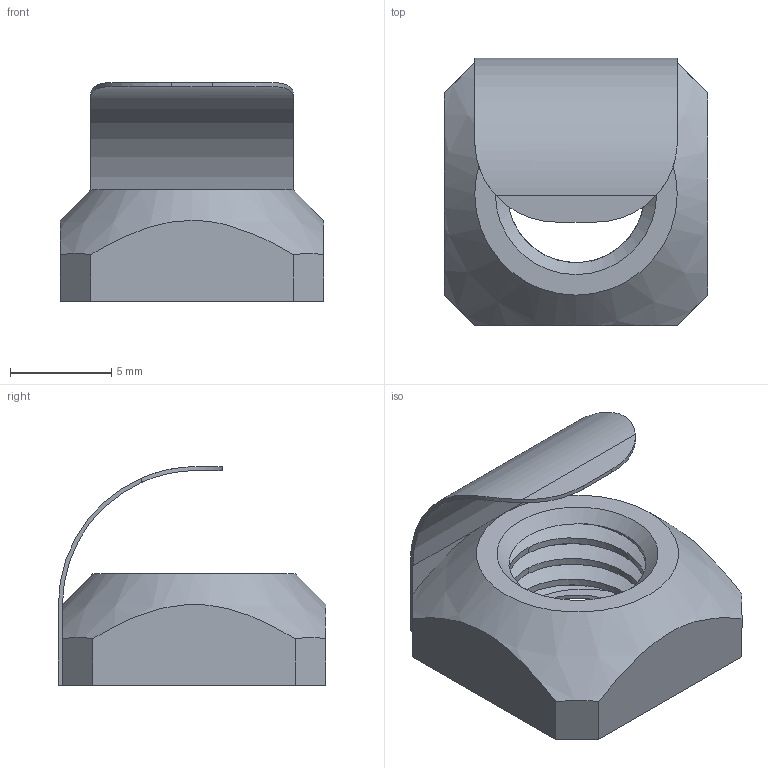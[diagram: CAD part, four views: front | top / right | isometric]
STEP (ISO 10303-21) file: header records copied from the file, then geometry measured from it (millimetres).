
FILE_DESCRIPTION(/* description */ (''),/* implementation_level */ '2;1');
FILE_NAME(/* name */ 'M8S-PF v3.step',/* time_stamp */ '2020-09-15T11:29:24-04:00',/* author */ (''),/* organization */ (''),/* preprocessor_version */ 'ST-DEVELOPER v18.1',/* originating_system */ 'Autodesk Translation Framework v9.3.0.1241',/* authorisation */ '');
FILE_SCHEMA (('AUTOMOTIVE_DESIGN { 1 0 10303 214 3 1 1 }'));
Length unit declared in the file: millimetre
Products named in the file (1): M8S-PF
Bounding box: 13 x 13.2 x 10.8 mm (x, y, z)
Volume: 590 mm3; surface area: 881.6 mm2
Topology: 1 solids, 1 shells, 37 faces, 100 edges, 65 vertices
Faces by surface type: plane 19, cylinder 13, cone 3, bspline 2
Full cylindrical faces by diameter (mm): 6.779 x1, 8.17 x1
Entity records: 1979 total; most frequent: CARTESIAN_POINT 1073, ORIENTED_EDGE 200, DIRECTION 155, EDGE_CURVE 100, VERTEX_POINT 65, AXIS2_PLACEMENT_3D 55, LINE 45, VECTOR 45
